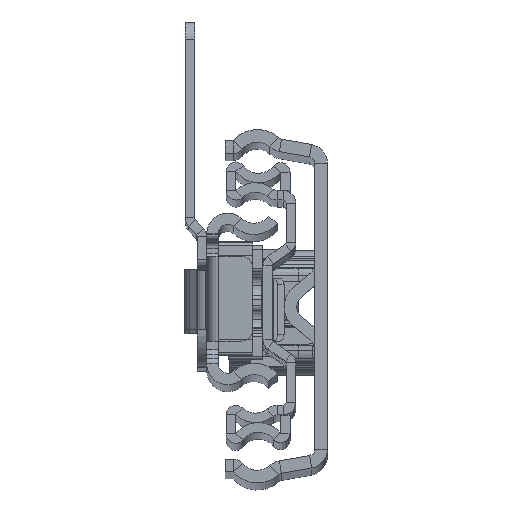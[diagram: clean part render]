
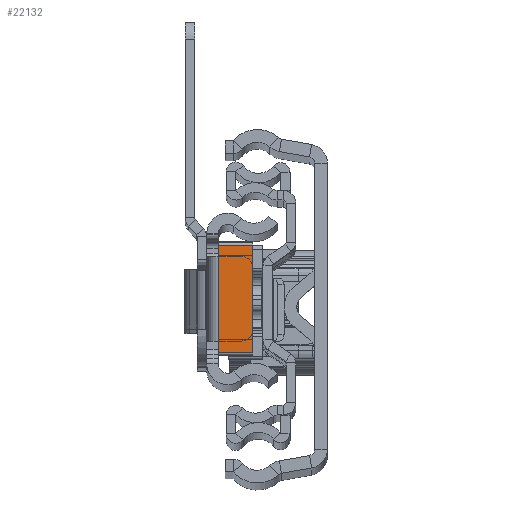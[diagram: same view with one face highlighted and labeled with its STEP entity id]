
A CAD part, top view. The second image highlights one B-rep face of the part: STEP entity #22132.
In plain terms, the highlighted planar face has unit normal (0, 0, 1).
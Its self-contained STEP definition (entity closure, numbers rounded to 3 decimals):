
#1149 = CARTESIAN_POINT ( 'NONE',  ( 0., 11114.482, 0. ) ) ;
#1987 = CARTESIAN_POINT ( 'NONE',  ( 5.5, 11114.482, 0. ) ) ;
#3176 = CARTESIAN_POINT ( 'NONE',  ( 0., 8.5, 0. ) ) ;
#3360 = LINE ( 'NONE', #23956, #17763 ) ;
#6154 = CARTESIAN_POINT ( 'NONE',  ( 0., 8.5, 0. ) ) ;
#7124 = ORIENTED_EDGE ( 'NONE', *, *, #13523, .T. ) ;
#7729 = VECTOR ( 'NONE', #13148, 1000. ) ;
#7983 = DIRECTION ( 'NONE',  ( 0., -1., 0. ) ) ;
#8251 = EDGE_CURVE ( 'NONE', #24133, #28821, #3360, .T. ) ;
#8374 = DIRECTION ( 'NONE',  ( 1., 0., 0. ) ) ;
#8786 = VECTOR ( 'NONE', #22473, 1000. ) ;
#9359 = ORIENTED_EDGE ( 'NONE', *, *, #16515, .T. ) ;
#10723 = ORIENTED_EDGE ( 'NONE', *, *, #8251, .T. ) ;
#11276 = VERTEX_POINT ( 'NONE', #16192 ) ;
#11352 = DIRECTION ( 'NONE',  ( 0., 1., 0. ) ) ;
#13129 = CARTESIAN_POINT ( 'NONE',  ( 0., -8.5, 0. ) ) ;
#13148 = DIRECTION ( 'NONE',  ( -1., 0., 0. ) ) ;
#13403 = VECTOR ( 'NONE', #11352, 1000. ) ;
#13523 = EDGE_CURVE ( 'NONE', #28821, #11276, #24942, .T. ) ;
#16192 = CARTESIAN_POINT ( 'NONE',  ( 5.5, -8.5, 0. ) ) ;
#16515 = EDGE_CURVE ( 'NONE', #11276, #18493, #20702, .T. ) ;
#16994 = EDGE_LOOP ( 'NONE', ( #10723, #7124, #9359, #20082 ) ) ;
#17763 = VECTOR ( 'NONE', #7983, 1000. ) ;
#18493 = VERTEX_POINT ( 'NONE', #19653 ) ;
#19653 = CARTESIAN_POINT ( 'NONE',  ( 5.5, 8.5, 0. ) ) ;
#19862 = DIRECTION ( 'NONE',  ( 0., 0., 1. ) ) ;
#20082 = ORIENTED_EDGE ( 'NONE', *, *, #30262, .T. ) ;
#20702 = LINE ( 'NONE', #1987, #13403 ) ;
#22132 = ADVANCED_FACE ( 'NONE', ( #24504 ), #24792, .T. ) ;
#22348 = LINE ( 'NONE', #3176, #7729 ) ;
#22473 = DIRECTION ( 'NONE',  ( 1., 0., 0. ) ) ;
#23956 = CARTESIAN_POINT ( 'NONE',  ( 0., 11114.482, 0. ) ) ;
#24133 = VERTEX_POINT ( 'NONE', #6154 ) ;
#24504 = FACE_OUTER_BOUND ( 'NONE', #16994, .T. ) ;
#24792 = PLANE ( 'NONE',  #25633 ) ;
#24942 = LINE ( 'NONE', #13129, #8786 ) ;
#25633 = AXIS2_PLACEMENT_3D ( 'NONE', #1149, #19862, #8374 ) ;
#26116 = CARTESIAN_POINT ( 'NONE',  ( 0., -8.5, 0. ) ) ;
#28821 = VERTEX_POINT ( 'NONE', #26116 ) ;
#30262 = EDGE_CURVE ( 'NONE', #18493, #24133, #22348, .T. ) ;
